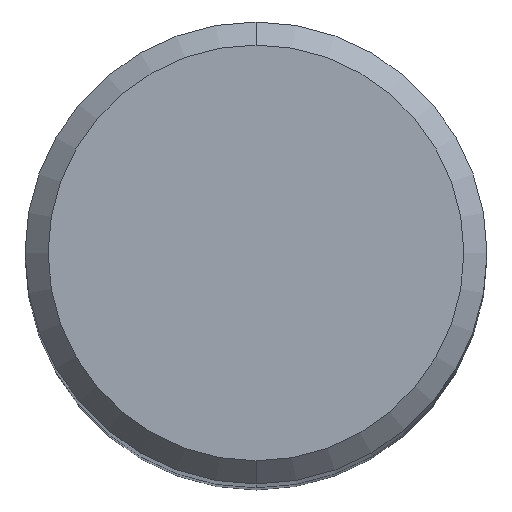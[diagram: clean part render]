
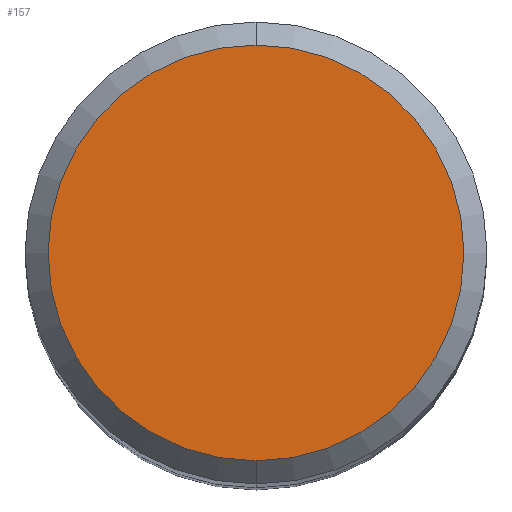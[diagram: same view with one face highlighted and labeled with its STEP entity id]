
A CAD part, top view. The second image highlights one B-rep face of the part: STEP entity #157.
In plain terms, the highlighted planar face has unit normal (0, 0, 1).
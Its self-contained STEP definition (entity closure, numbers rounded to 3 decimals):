
#117=VERTEX_POINT('',#270);
#145=EDGE_CURVE('',#199,#117,#302,.T.);
#155=EDGE_CURVE('',#117,#199,#314,.T.);
#157=ADVANCED_FACE('',(#316),#317,.T.);
#199=VERTEX_POINT('',#363);
#270=CARTESIAN_POINT('',(0.,-3.6,0.0));
#302=CIRCLE('',#480,3.6);
#314=CIRCLE('',#495,3.6);
#316=FACE_OUTER_BOUND('',#497,.T.);
#317=PLANE('',#498);
#363=CARTESIAN_POINT('',(0.0,3.6,0.0));
#480=AXIS2_PLACEMENT_3D('',#658,#659,#660);
#495=AXIS2_PLACEMENT_3D('',#683,#684,#685);
#497=EDGE_LOOP('',(#687,#688));
#498=AXIS2_PLACEMENT_3D('',#689,#690,#691);
#658=CARTESIAN_POINT('',(0.0,0.0,0.0));
#659=DIRECTION('',(0.0,0.0,-1.0));
#660=DIRECTION('',(0.0,1.0,0.0));
#683=CARTESIAN_POINT('',(0.0,0.0,0.0));
#684=DIRECTION('',(0.0,0.0,-1.0));
#685=DIRECTION('',(0.0,1.0,0.0));
#687=ORIENTED_EDGE('',*,*,#145,.F.);
#688=ORIENTED_EDGE('',*,*,#155,.F.);
#689=CARTESIAN_POINT('',(0.0,1.8,0.0));
#690=DIRECTION('',(-0.0,0.0,1.0));
#691=DIRECTION('',(0.0,-1.0,0.0));
